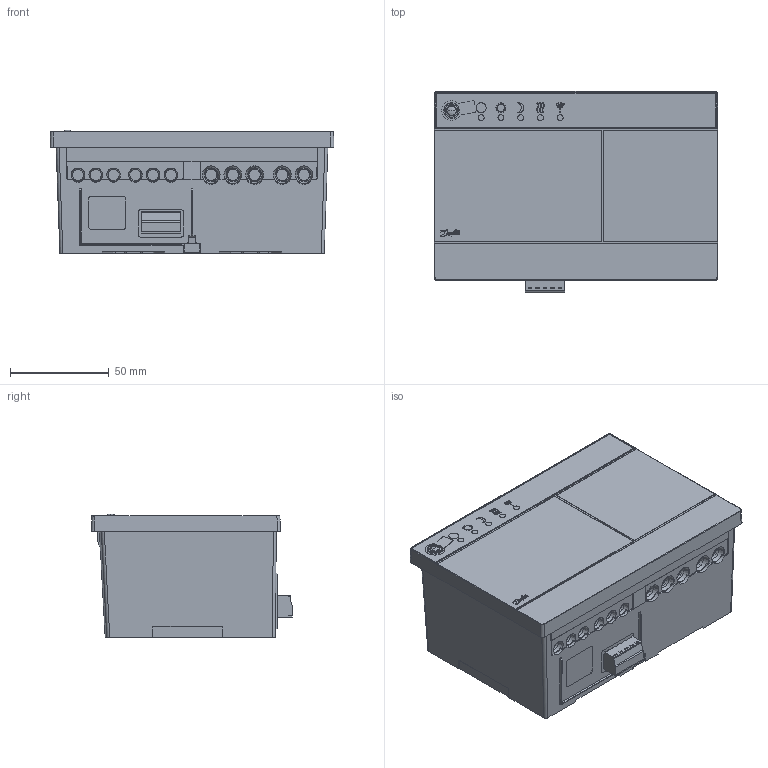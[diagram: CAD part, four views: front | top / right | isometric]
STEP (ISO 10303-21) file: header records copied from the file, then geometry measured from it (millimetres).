
FILE_DESCRIPTION((''),'2;1');
FILE_NAME('PRT0001','2023-11-14T12:53:07',('U336504'),('Danfoss'),'CREO PARAMETRIC BY PTC INC, 2020342','CREO PARAMETRIC BY PTC INC, 2020342','');
FILE_SCHEMA(('CONFIG_CONTROL_DESIGN'));
Products named in the file (1): PRT0001
Bounding box: 143.7 x 101.9 x 62.55 mm (x, y, z)
Volume: 148448.3 mm3; surface area: 145255.1 mm2
Topology: 1 solids, 1 shells, 3141 faces, 8764 edges, 5686 vertices
Faces by surface type: plane 1852, cylinder 562, cone 283, torus 181, bspline 170, extrusion 62, sphere 27, revolution 4
Entity records: 109303 total; most frequent: CARTESIAN_POINT 31196, ORIENTED_EDGE 17524, DIRECTION 14435, EDGE_CURVE 8762, VECTOR 5753, LINE 5691, VERTEX_POINT 5686, AXIS2_PLACEMENT_3D 4339
